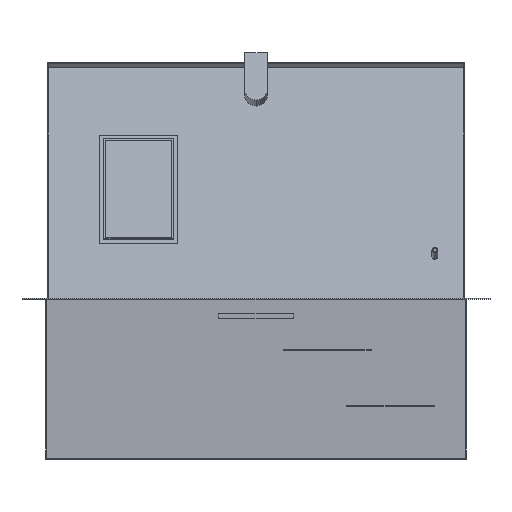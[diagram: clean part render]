
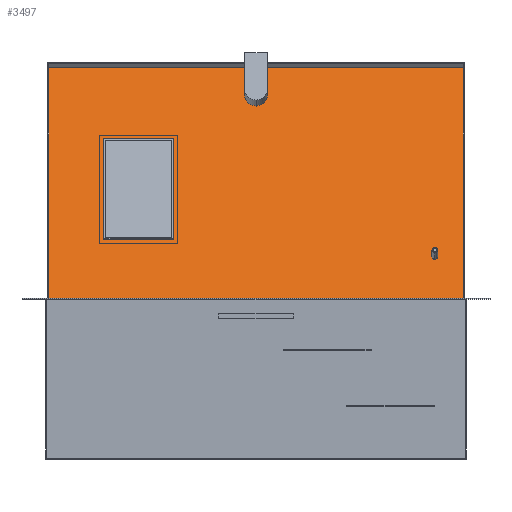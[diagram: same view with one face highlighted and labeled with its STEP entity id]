
A CAD part, left-side view. The second image highlights one B-rep face of the part: STEP entity #3497.
In plain terms, the highlighted face is planar.
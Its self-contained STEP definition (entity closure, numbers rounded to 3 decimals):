
#180 = ORIENTED_EDGE ( 'NONE', *, *, #5323, .F. ) ;
#186 = EDGE_CURVE ( 'NONE', #1462, #3616, #9317, .T. ) ;
#249 = VERTEX_POINT ( 'NONE', #545 ) ;
#333 = EDGE_LOOP ( 'NONE', ( #4554, #4141 ) ) ;
#402 = LINE ( 'NONE', #6999, #4714 ) ;
#472 = LINE ( 'NONE', #9708, #4213 ) ;
#543 = VECTOR ( 'NONE', #7923, 1000. ) ;
#545 = CARTESIAN_POINT ( 'NONE',  ( -132.5, -212.5, -1. ) ) ;
#678 = ORIENTED_EDGE ( 'NONE', *, *, #3828, .T. ) ;
#883 = CARTESIAN_POINT ( 'NONE',  ( 0., -212.5, -1. ) ) ;
#1010 = DIRECTION ( 'NONE',  ( 0., 0., -1. ) ) ;
#1131 = CARTESIAN_POINT ( 'NONE',  ( 0., 212.5, -1. ) ) ;
#1155 = AXIS2_PLACEMENT_3D ( 'NONE', #2342, #7965, #3283 ) ;
#1434 = CARTESIAN_POINT ( 'NONE',  ( 0., 156.5, -1. ) ) ;
#1462 = VERTEX_POINT ( 'NONE', #3740 ) ;
#1472 = EDGE_CURVE ( 'NONE', #249, #10511, #2617, .T. ) ;
#1578 = CARTESIAN_POINT ( 'NONE',  ( -55., 84.5, -1. ) ) ;
#1579 = FACE_BOUND ( 'NONE', #9778, .T. ) ;
#1670 = DIRECTION ( 'NONE',  ( 1., 0., 0. ) ) ;
#1684 = ORIENTED_EDGE ( 'NONE', *, *, #1472, .F. ) ;
#1769 = EDGE_CURVE ( 'NONE', #2512, #9999, #3980, .T. ) ;
#1772 = EDGE_CURVE ( 'NONE', #9999, #249, #10556, .T. ) ;
#1817 = DIRECTION ( 'NONE',  ( -1., 0., 0. ) ) ;
#1918 = EDGE_CURVE ( 'NONE', #6838, #8625, #7036, .T. ) ;
#2175 = DIRECTION ( 'NONE',  ( 1., 0., 0. ) ) ;
#2278 = VERTEX_POINT ( 'NONE', #2943 ) ;
#2342 = CARTESIAN_POINT ( 'NONE',  ( -102.5, 0., -1. ) ) ;
#2512 = VERTEX_POINT ( 'NONE', #8993 ) ;
#2577 = DIRECTION ( 'NONE',  ( 0., 1., 0. ) ) ;
#2617 = LINE ( 'NONE', #883, #9059 ) ;
#2742 = CARTESIAN_POINT ( 'NONE',  ( 70.5, -183.5, -1. ) ) ;
#2921 = CARTESIAN_POINT ( 'NONE',  ( 0., 0., -1. ) ) ;
#2943 = CARTESIAN_POINT ( 'NONE',  ( 55., 156.5, -1. ) ) ;
#2956 = EDGE_CURVE ( 'NONE', #3961, #2278, #402, .T. ) ;
#3155 = EDGE_LOOP ( 'NONE', ( #678, #9807, #4350, #7251 ) ) ;
#3283 = DIRECTION ( 'NONE',  ( 1., 0., 0. ) ) ;
#3319 = DIRECTION ( 'NONE',  ( 0., -1., 0. ) ) ;
#3454 = EDGE_CURVE ( 'NONE', #9509, #5583, #9598, .T. ) ;
#3497 = ADVANCED_FACE ( 'NONE', ( #4615, #4216, #6686, #1579 ), #4407, .F. ) ;
#3616 = VERTEX_POINT ( 'NONE', #1578 ) ;
#3625 = DIRECTION ( 'NONE',  ( 0., 1., 0. ) ) ;
#3740 = CARTESIAN_POINT ( 'NONE',  ( -55., 156.5, -1. ) ) ;
#3828 = EDGE_CURVE ( 'NONE', #2278, #1462, #4459, .T. ) ;
#3849 = DIRECTION ( 'NONE',  ( 1., 0., 0. ) ) ;
#3863 = CARTESIAN_POINT ( 'NONE',  ( 73.5, -183.5, -1. ) ) ;
#3864 = CIRCLE ( 'NONE', #5444, 11.5 ) ;
#3961 = VERTEX_POINT ( 'NONE', #7475 ) ;
#3980 = LINE ( 'NONE', #1131, #543 ) ;
#4052 = CARTESIAN_POINT ( 'NONE',  ( -55., 0., -1. ) ) ;
#4141 = ORIENTED_EDGE ( 'NONE', *, *, #3454, .T. ) ;
#4213 = VECTOR ( 'NONE', #2577, 1000. ) ;
#4216 = FACE_BOUND ( 'NONE', #333, .T. ) ;
#4329 = CARTESIAN_POINT ( 'NONE',  ( 132.5, -212.5, -1. ) ) ;
#4350 = ORIENTED_EDGE ( 'NONE', *, *, #5982, .T. ) ;
#4359 = CARTESIAN_POINT ( 'NONE',  ( -132.5, 0., -1. ) ) ;
#4407 = PLANE ( 'NONE',  #6094 ) ;
#4454 = CARTESIAN_POINT ( 'NONE',  ( -132.5, 212.5, -1. ) ) ;
#4459 = LINE ( 'NONE', #1434, #11582 ) ;
#4554 = ORIENTED_EDGE ( 'NONE', *, *, #5232, .T. ) ;
#4615 = FACE_BOUND ( 'NONE', #3155, .T. ) ;
#4714 = VECTOR ( 'NONE', #3625, 1000. ) ;
#5005 = DIRECTION ( 'NONE',  ( 0., 0., 1. ) ) ;
#5015 = ORIENTED_EDGE ( 'NONE', *, *, #9173, .F. ) ;
#5232 = EDGE_CURVE ( 'NONE', #5583, #9509, #3864, .T. ) ;
#5277 = ORIENTED_EDGE ( 'NONE', *, *, #1918, .F. ) ;
#5323 = EDGE_CURVE ( 'NONE', #10511, #2512, #472, .T. ) ;
#5444 = AXIS2_PLACEMENT_3D ( 'NONE', #5766, #5005, #2175 ) ;
#5583 = VERTEX_POINT ( 'NONE', #7112 ) ;
#5766 = CARTESIAN_POINT ( 'NONE',  ( -102.5, 0., -1. ) ) ;
#5827 = VECTOR ( 'NONE', #1670, 1000. ) ;
#5982 = EDGE_CURVE ( 'NONE', #3616, #3961, #6215, .T. ) ;
#6094 = AXIS2_PLACEMENT_3D ( 'NONE', #2921, #7404, #3849 ) ;
#6215 = LINE ( 'NONE', #7689, #5827 ) ;
#6686 = FACE_OUTER_BOUND ( 'NONE', #8419, .T. ) ;
#6838 = VERTEX_POINT ( 'NONE', #2742 ) ;
#6999 = CARTESIAN_POINT ( 'NONE',  ( 55., 0., -1. ) ) ;
#7036 = CIRCLE ( 'NONE', #9855, 3. ) ;
#7112 = CARTESIAN_POINT ( 'NONE',  ( -91., 0., -1. ) ) ;
#7251 = ORIENTED_EDGE ( 'NONE', *, *, #2956, .T. ) ;
#7404 = DIRECTION ( 'NONE',  ( 0., 0., 1. ) ) ;
#7475 = CARTESIAN_POINT ( 'NONE',  ( 55., 84.5, -1. ) ) ;
#7487 = DIRECTION ( 'NONE',  ( 1., 0., 0. ) ) ;
#7689 = CARTESIAN_POINT ( 'NONE',  ( 0., 84.5, -1. ) ) ;
#7739 = DIRECTION ( 'NONE',  ( 0., -1., 0. ) ) ;
#7778 = AXIS2_PLACEMENT_3D ( 'NONE', #3863, #1010, #10433 ) ;
#7894 = VECTOR ( 'NONE', #7739, 1000. ) ;
#7923 = DIRECTION ( 'NONE',  ( -1., 0., 0. ) ) ;
#7965 = DIRECTION ( 'NONE',  ( 0., 0., 1. ) ) ;
#8324 = DIRECTION ( 'NONE',  ( 0., 0., -1. ) ) ;
#8343 = VECTOR ( 'NONE', #3319, 1000. ) ;
#8419 = EDGE_LOOP ( 'NONE', ( #9181, #9408, #180, #1684 ) ) ;
#8511 = CARTESIAN_POINT ( 'NONE',  ( -114., 0., -1. ) ) ;
#8625 = VERTEX_POINT ( 'NONE', #9044 ) ;
#8993 = CARTESIAN_POINT ( 'NONE',  ( 132.5, 212.5, -1. ) ) ;
#9044 = CARTESIAN_POINT ( 'NONE',  ( 76.5, -183.5, -1. ) ) ;
#9059 = VECTOR ( 'NONE', #7487, 1000. ) ;
#9173 = EDGE_CURVE ( 'NONE', #8625, #6838, #10382, .T. ) ;
#9181 = ORIENTED_EDGE ( 'NONE', *, *, #1772, .F. ) ;
#9317 = LINE ( 'NONE', #4052, #8343 ) ;
#9408 = ORIENTED_EDGE ( 'NONE', *, *, #1769, .F. ) ;
#9509 = VERTEX_POINT ( 'NONE', #8511 ) ;
#9598 = CIRCLE ( 'NONE', #1155, 11.5 ) ;
#9708 = CARTESIAN_POINT ( 'NONE',  ( 132.5, 0., -1. ) ) ;
#9778 = EDGE_LOOP ( 'NONE', ( #5015, #5277 ) ) ;
#9807 = ORIENTED_EDGE ( 'NONE', *, *, #186, .T. ) ;
#9855 = AXIS2_PLACEMENT_3D ( 'NONE', #11524, #8324, #10757 ) ;
#9999 = VERTEX_POINT ( 'NONE', #4454 ) ;
#10382 = CIRCLE ( 'NONE', #7778, 3. ) ;
#10433 = DIRECTION ( 'NONE',  ( 1., 0., 0. ) ) ;
#10511 = VERTEX_POINT ( 'NONE', #4329 ) ;
#10556 = LINE ( 'NONE', #4359, #7894 ) ;
#10757 = DIRECTION ( 'NONE',  ( 1., 0., 0. ) ) ;
#11524 = CARTESIAN_POINT ( 'NONE',  ( 73.5, -183.5, -1. ) ) ;
#11582 = VECTOR ( 'NONE', #1817, 1000. ) ;
